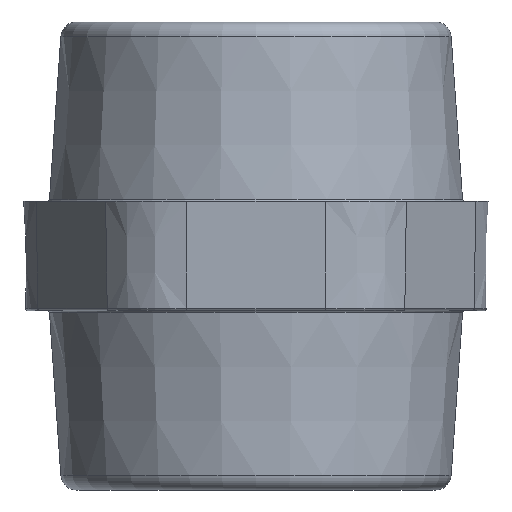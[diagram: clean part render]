
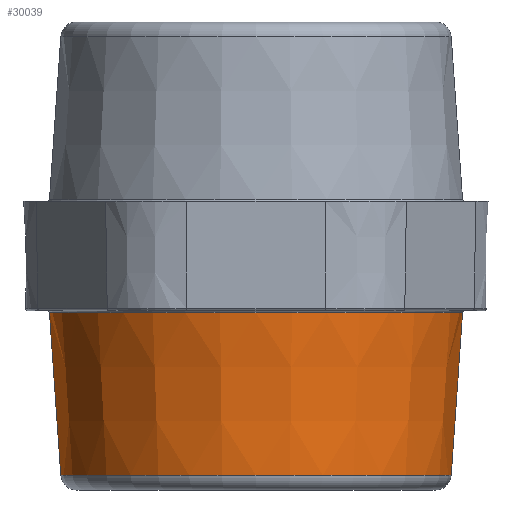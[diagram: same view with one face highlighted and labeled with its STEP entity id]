
A CAD part, front view. The second image highlights one B-rep face of the part: STEP entity #30039.
In plain terms, the highlighted conical face has half-angle 4 degrees and reference radius 25.751 mm.
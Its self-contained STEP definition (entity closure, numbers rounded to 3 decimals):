
#2049 = ORIENTED_EDGE ( 'NONE', *, *, #42096, .T. ) ;
#3478 = EDGE_CURVE ( 'NONE', #53372, #5807, #6119, .T. ) ;
#4093 = CIRCLE ( 'NONE', #29419, 25.022 ) ;
#5807 = VERTEX_POINT ( 'NONE', #50821 ) ;
#6119 = CIRCLE ( 'NONE', #16679, 26.48 ) ;
#6874 = EDGE_LOOP ( 'NONE', ( #29943, #2049, #17441, #43406 ) ) ;
#9696 = CARTESIAN_POINT ( 'NONE',  ( -25.022, 0., -21.14 ) ) ;
#12104 = VERTEX_POINT ( 'NONE', #9696 ) ;
#13137 = CARTESIAN_POINT ( 'NONE',  ( 25.022, 0., -21.14 ) ) ;
#13586 = CARTESIAN_POINT ( 'NONE',  ( -25.022, 0., -21.14 ) ) ;
#16679 = AXIS2_PLACEMENT_3D ( 'NONE', #40404, #60544, #52500 ) ;
#17117 = LINE ( 'NONE', #13137, #64312 ) ;
#17441 = ORIENTED_EDGE ( 'NONE', *, *, #44396, .T. ) ;
#17900 = AXIS2_PLACEMENT_3D ( 'NONE', #22103, #36968, #56452 ) ;
#22103 = CARTESIAN_POINT ( 'NONE',  ( 0., 0., -10.709 ) ) ;
#23480 = DIRECTION ( 'NONE',  ( -0.07, 0., 0.998 ) ) ;
#24432 = CARTESIAN_POINT ( 'NONE',  ( 26.48, 0., -0.279 ) ) ;
#25051 = EDGE_CURVE ( 'NONE', #12104, #5807, #43324, .T. ) ;
#29419 = AXIS2_PLACEMENT_3D ( 'NONE', #63341, #62700, #49104 ) ;
#29943 = ORIENTED_EDGE ( 'NONE', *, *, #25051, .F. ) ;
#30039 = ADVANCED_FACE ( 'NONE', ( #31376 ), #46398, .T. ) ;
#31376 = FACE_OUTER_BOUND ( 'NONE', #6874, .T. ) ;
#32314 = DIRECTION ( 'NONE',  ( 0.07, 0., 0.998 ) ) ;
#36968 = DIRECTION ( 'NONE',  ( 0., 0., 1. ) ) ;
#40404 = CARTESIAN_POINT ( 'NONE',  ( 0., 0., -0.279 ) ) ;
#42096 = EDGE_CURVE ( 'NONE', #12104, #45287, #4093, .T. ) ;
#43324 = LINE ( 'NONE', #13586, #65154 ) ;
#43406 = ORIENTED_EDGE ( 'NONE', *, *, #3478, .T. ) ;
#44396 = EDGE_CURVE ( 'NONE', #45287, #53372, #17117, .T. ) ;
#45287 = VERTEX_POINT ( 'NONE', #59512 ) ;
#46398 = CONICAL_SURFACE ( 'NONE', #17900, 25.751, 0.07 ) ;
#49104 = DIRECTION ( 'NONE',  ( -1., 0., 0. ) ) ;
#50821 = CARTESIAN_POINT ( 'NONE',  ( -26.48, 0., -0.279 ) ) ;
#52500 = DIRECTION ( 'NONE',  ( 1., 0., 0. ) ) ;
#53372 = VERTEX_POINT ( 'NONE', #24432 ) ;
#56452 = DIRECTION ( 'NONE',  ( -1., 0., 0. ) ) ;
#59512 = CARTESIAN_POINT ( 'NONE',  ( 25.022, 0., -21.14 ) ) ;
#60544 = DIRECTION ( 'NONE',  ( 0., 0., -1. ) ) ;
#62700 = DIRECTION ( 'NONE',  ( 0., 0., 1. ) ) ;
#63341 = CARTESIAN_POINT ( 'NONE',  ( 0., 0., -21.14 ) ) ;
#64312 = VECTOR ( 'NONE', #32314, 1000. ) ;
#65154 = VECTOR ( 'NONE', #23480, 1000. ) ;
